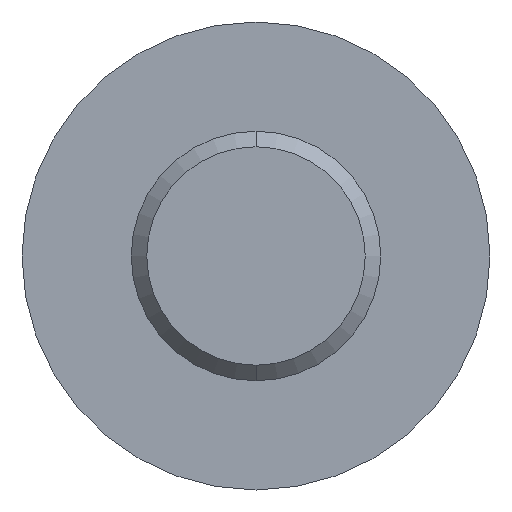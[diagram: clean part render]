
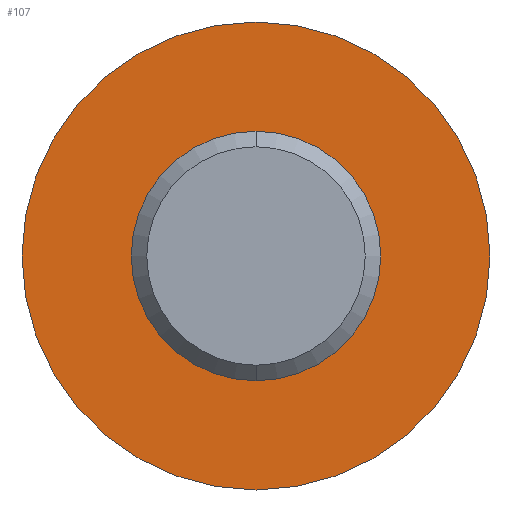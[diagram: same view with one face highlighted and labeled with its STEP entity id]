
A CAD part, front view. The second image highlights one B-rep face of the part: STEP entity #107.
In plain terms, the highlighted planar face has unit normal (0, -1, 0).
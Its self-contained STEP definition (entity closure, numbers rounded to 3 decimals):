
#52 = VERTEX_POINT ( 'NONE', #193 ) ;
#54 = EDGE_CURVE ( 'NONE', #52, #66, #211, .T. ) ;
#58 = EDGE_CURVE ( 'NONE', #63, #67, #129, .T. ) ;
#63 = VERTEX_POINT ( 'NONE', #227 ) ;
#66 = VERTEX_POINT ( 'NONE', #297 ) ;
#67 = VERTEX_POINT ( 'NONE', #296 ) ;
#97 = ORIENTED_EDGE ( 'NONE', *, *, #58, .F. ) ;
#98 = ORIENTED_EDGE ( 'NONE', *, *, #190, .F. ) ;
#101 = EDGE_LOOP ( 'NONE', ( #97, #98 ) ) ;
#103 = ORIENTED_EDGE ( 'NONE', *, *, #113, .T. ) ;
#107 = ADVANCED_FACE ( 'NONE', ( #324, #406 ), #322, .T. ) ;
#108 = EDGE_LOOP ( 'NONE', ( #117, #103 ) ) ;
#113 = EDGE_CURVE ( 'NONE', #66, #52, #316, .T. ) ;
#117 = ORIENTED_EDGE ( 'NONE', *, *, #54, .T. ) ;
#129 = CIRCLE ( 'NONE', #233, 7.5 ) ;
#130 = DIRECTION ( 'NONE',  ( 0., 0., 1. ) ) ;
#131 = DIRECTION ( 'NONE',  ( 0., 1., 0. ) ) ;
#190 = EDGE_CURVE ( 'NONE', #67, #63, #336, .T. ) ;
#193 = CARTESIAN_POINT ( 'NONE',  ( 0., 20., 4. ) ) ;
#195 = CARTESIAN_POINT ( 'NONE',  ( 0., 20., 0. ) ) ;
#198 = AXIS2_PLACEMENT_3D ( 'NONE', #195, #131, #130 ) ;
#211 = CIRCLE ( 'NONE', #198, 4. ) ;
#227 = CARTESIAN_POINT ( 'NONE',  ( 0., 20., 7.5 ) ) ;
#231 = DIRECTION ( 'NONE',  ( 0., 0., 1. ) ) ;
#232 = DIRECTION ( 'NONE',  ( 0., 1., 0. ) ) ;
#233 = AXIS2_PLACEMENT_3D ( 'NONE', #238, #232, #231 ) ;
#238 = CARTESIAN_POINT ( 'NONE',  ( 0., 20., 0. ) ) ;
#256 = DIRECTION ( 'NONE',  ( 0., 0., 1. ) ) ;
#296 = CARTESIAN_POINT ( 'NONE',  ( 0., 20., -7.5 ) ) ;
#297 = CARTESIAN_POINT ( 'NONE',  ( 0., 20., -4. ) ) ;
#300 = DIRECTION ( 'NONE',  ( 0., 0., 1. ) ) ;
#301 = DIRECTION ( 'NONE',  ( 0., 1., 0. ) ) ;
#304 = CARTESIAN_POINT ( 'NONE',  ( 0., 20., 0. ) ) ;
#310 = DIRECTION ( 'NONE',  ( 0., 0., -1. ) ) ;
#311 = DIRECTION ( 'NONE',  ( 0., -1., 0. ) ) ;
#312 = CARTESIAN_POINT ( 'NONE',  ( -7.5, 20., 0. ) ) ;
#316 = CIRCLE ( 'NONE', #412, 4. ) ;
#322 = PLANE ( 'NONE',  #410 ) ;
#324 = FACE_BOUND ( 'NONE', #108, .T. ) ;
#326 = DIRECTION ( 'NONE',  ( 0., 1., 0. ) ) ;
#331 = AXIS2_PLACEMENT_3D ( 'NONE', #332, #326, #256 ) ;
#332 = CARTESIAN_POINT ( 'NONE',  ( 0., 20., 0. ) ) ;
#336 = CIRCLE ( 'NONE', #331, 7.5 ) ;
#406 = FACE_OUTER_BOUND ( 'NONE', #101, .T. ) ;
#410 = AXIS2_PLACEMENT_3D ( 'NONE', #312, #311, #310 ) ;
#412 = AXIS2_PLACEMENT_3D ( 'NONE', #304, #301, #300 ) ;
